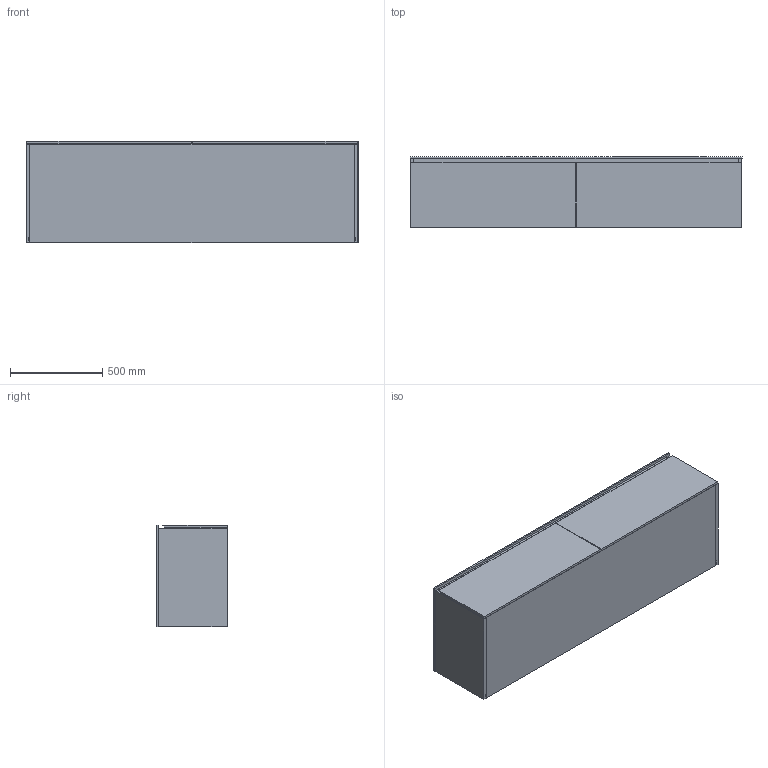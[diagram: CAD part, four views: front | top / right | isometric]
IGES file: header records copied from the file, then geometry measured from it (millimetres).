
Start section: SolidWorks IGES file using analytic representation for surfaces
Global section: file name: WP1800375-2AUSNCUR-A.IGS; native system: SolidWorks 2019; preprocessor: SolidWorks 2019; author: r.frank; date: 200807.133816; units: millimetre
Bounding box: 1800 x 382 x 550 mm (x, y, z)
Surface area: 10245787.4 mm2 (no closed solid volume)
Topology: 0 solids, 0 shells, 197 faces, 2403 edges, 2403 vertices
Faces by surface type: bspline 173, revolution 24
